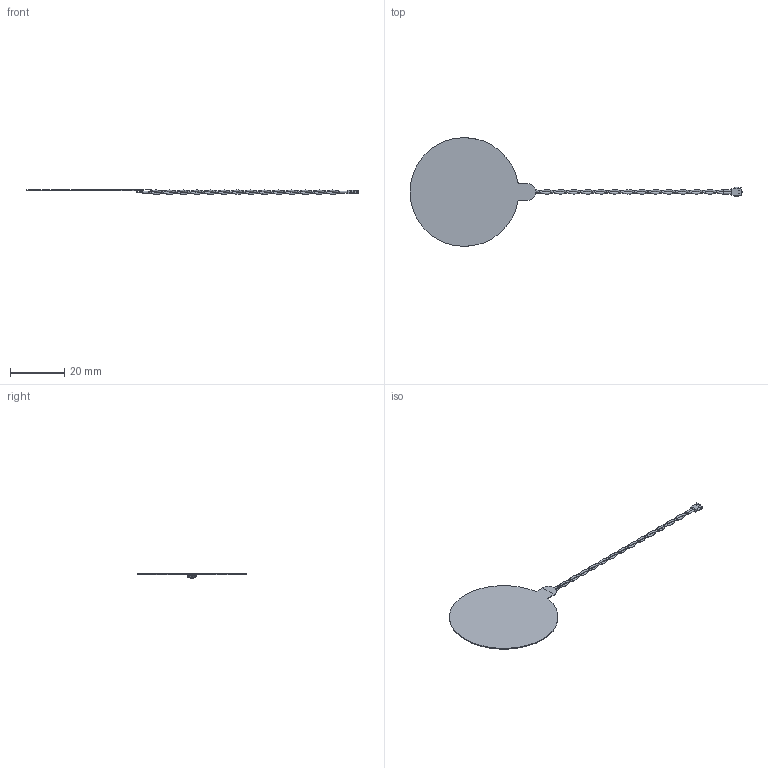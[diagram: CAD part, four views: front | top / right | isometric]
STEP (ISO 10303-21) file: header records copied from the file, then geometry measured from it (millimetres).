
FILE_DESCRIPTION (( 'STEP AP214' ), '1' );
FILE_NAME ('FXC.40.52.0075X.B.dg_Web.STEP', '2024-05-27T08:20:26', ( '' ), ( '' ), 'SwSTEP 2.0', 'SolidWorks 2022', '' );
FILE_SCHEMA (( 'AUTOMOTIVE_DESIGN' ));
Length unit declared in the file: millimetre
Products named in the file (1): FXC.40.52.0075X.B.dg_Web
Bounding box: 122.12 x 40 x 1.7 mm (x, y, z)
Volume: 530.6 mm3; surface area: 5544 mm2
Topology: 5 solids, 5 shells, 352 faces, 939 edges, 614 vertices
Faces by surface type: plane 224, bspline 110, cylinder 16, cone 2
Full cylindrical faces by diameter (mm): 0.4 x2, 0.7 x4, 40 x1
Entity records: 23562 total; most frequent: CARTESIAN_POINT 11709, ORIENTED_EDGE 1828, DIRECTION 1220, EDGE_CURVE 914, VECTOR 646, LINE 646, VERTEX_POINT 608, EDGE_LOOP 396
